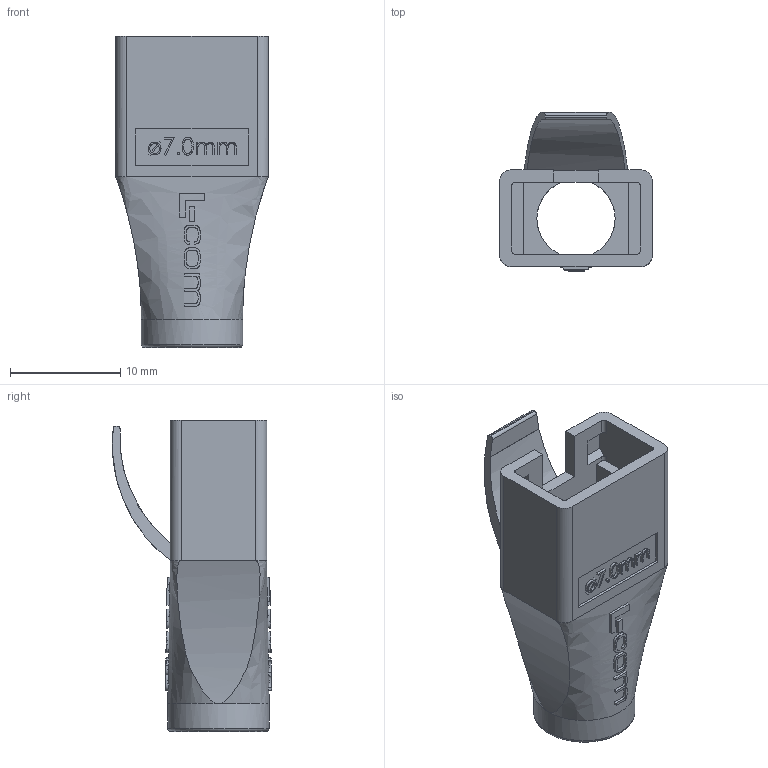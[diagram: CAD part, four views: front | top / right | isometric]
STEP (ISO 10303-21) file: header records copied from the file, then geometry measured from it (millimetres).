
FILE_DESCRIPTION (( 'STEP AP214' ), '1' );
FILE_NAME ('MPC45D70-BLK.STEP', '2018-01-23T20:52:01', ( '' ), ( '' ), 'SwSTEP 2.0', 'SolidWorks 2014', '' );
FILE_SCHEMA (( 'AUTOMOTIVE_DESIGN' ));
Length unit declared in the file: millimetre
Products named in the file (1): MPC45D70-BLK
Bounding box: 13.83 x 14.46 x 28.2 mm (x, y, z)
Volume: 1378.4 mm3; surface area: 2218.2 mm2
Topology: 1 solids, 1 shells, 306 faces, 826 edges, 545 vertices
Faces by surface type: plane 181, bspline 105, cylinder 19, torus 1
Full cylindrical faces by diameter (mm): 7.1 x1, 9.2 x1
Entity records: 13608 total; most frequent: CARTESIAN_POINT 6950, ORIENTED_EDGE 1642, DIRECTION 874, EDGE_CURVE 821, VERTEX_POINT 543, LINE 428, VECTOR 428, B_SPLINE_CURVE_WITH_KNOTS 360
